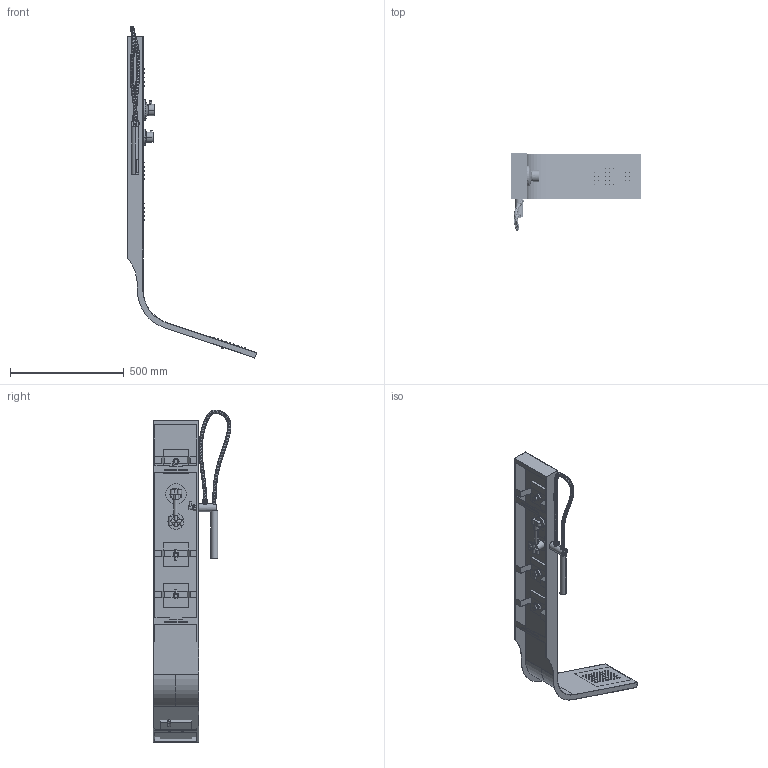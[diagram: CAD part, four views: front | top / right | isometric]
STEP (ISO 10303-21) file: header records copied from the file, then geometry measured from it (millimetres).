
FILE_DESCRIPTION((''),'2;1');
FILE_NAME('ASM0001_ASM','2020-02-26T',('Administrator'),(''),'CREO PARAMETRIC BY PTC INC, 2014440','CREO PARAMETRIC BY PTC INC, 2014440','');
FILE_SCHEMA(('CONFIG_CONTROL_DESIGN'));
Products named in the file (16): A9558; LONGTOU; SHOULUN1; SHOULUN2; SHENJIANGZUO; PRT0125; 5X10-1; SHS; 5X5; KT; SLJT; SLJT2; XJDP; 1-2LM; M6; ASM0001_ASM
Assembly tree (22 placements, depth 2):
  ASM0001_ASM
    A9558
    LONGTOU
    SHOULUN1
    SHOULUN2
    SHENJIANGZUO
    PRT0125
    5X10-1
    SHS
    5X5  x3
    KT  x3
    SLJT
    SLJT2  x3
    XJDP
    1-2LM
    M6  x2
Bounding box: 570 x 341.29 x 1460.49 mm (x, y, z)
Volume: 2164981.2 mm3; surface area: 1567213.7 mm2
Topology: 25 solids, 26 shells, 1798 faces, 4099 edges, 2709 vertices
Faces by surface type: cylinder 1150, plane 568, bspline 52, torus 10, cone 10, sphere 8
Entity records: 69819 total; most frequent: CARTESIAN_POINT 37245, DIRECTION 6975, ORIENTED_EDGE 6304, EDGE_CURVE 3152, AXIS2_PLACEMENT_3D 2864, VERTEX_POINT 2086, EDGE_LOOP 1880, CIRCLE 1514
